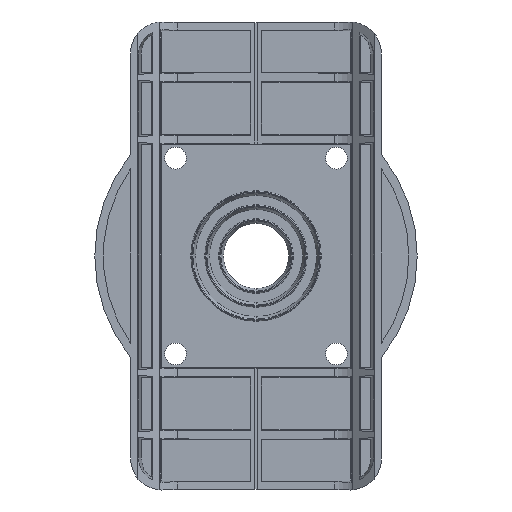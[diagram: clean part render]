
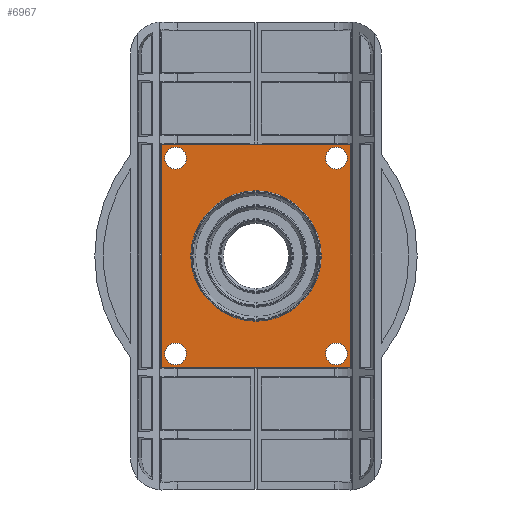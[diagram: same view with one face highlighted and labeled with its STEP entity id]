
A CAD part, front view. The second image highlights one B-rep face of the part: STEP entity #6967.
In plain terms, the highlighted planar face has unit normal (0, -1, 0).
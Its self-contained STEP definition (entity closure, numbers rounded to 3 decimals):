
#57 = VERTEX_POINT ( 'NONE', #2824 ) ;
#93 = CARTESIAN_POINT ( 'NONE',  ( 25.879, -4.5, -31.5 ) ) ;
#101 = CARTESIAN_POINT ( 'NONE',  ( 25.879, -4.5, 31.5 ) ) ;
#142 = ORIENTED_EDGE ( 'NONE', *, *, #4601, .T. ) ;
#365 = DIRECTION ( 'NONE',  ( 0., -1., 0. ) ) ;
#494 = EDGE_LOOP ( 'NONE', ( #142, #5163 ) ) ;
#502 = DIRECTION ( 'NONE',  ( -1., 0., 0. ) ) ;
#508 = AXIS2_PLACEMENT_3D ( 'NONE', #101, #1218, #4633 ) ;
#583 = ORIENTED_EDGE ( 'NONE', *, *, #7189, .F. ) ;
#610 = DIRECTION ( 'NONE',  ( 0., 1., 0. ) ) ;
#755 = VECTOR ( 'NONE', #2595, 1000. ) ;
#805 = DIRECTION ( 'NONE',  ( 0., -1., 0. ) ) ;
#831 = VERTEX_POINT ( 'NONE', #5671 ) ;
#895 = DIRECTION ( 'NONE',  ( 0., 0., -1. ) ) ;
#900 = ORIENTED_EDGE ( 'NONE', *, *, #4299, .T. ) ;
#966 = DIRECTION ( 'NONE',  ( 0., 0., 1. ) ) ;
#1056 = VERTEX_POINT ( 'NONE', #2266 ) ;
#1065 = LINE ( 'NONE', #4447, #5379 ) ;
#1174 = DIRECTION ( 'NONE',  ( 0., 0., 1. ) ) ;
#1178 = EDGE_CURVE ( 'NONE', #2697, #1056, #6625, .T. ) ;
#1202 = CARTESIAN_POINT ( 'NONE',  ( -25.879, -4.5, 35. ) ) ;
#1205 = CARTESIAN_POINT ( 'NONE',  ( 0., -4.5, 0. ) ) ;
#1218 = DIRECTION ( 'NONE',  ( 0., -1., 0. ) ) ;
#1234 = VECTOR ( 'NONE', #2997, 1000. ) ;
#1246 = CARTESIAN_POINT ( 'NONE',  ( 0., -4.5, 0. ) ) ;
#1384 = FACE_BOUND ( 'NONE', #494, .T. ) ;
#1429 = DIRECTION ( 'NONE',  ( 0., 0., -1. ) ) ;
#1492 = ORIENTED_EDGE ( 'NONE', *, *, #1178, .F. ) ;
#1731 = VERTEX_POINT ( 'NONE', #3139 ) ;
#1772 = ORIENTED_EDGE ( 'NONE', *, *, #4604, .F. ) ;
#2022 = DIRECTION ( 'NONE',  ( 0., -1., 0. ) ) ;
#2058 = AXIS2_PLACEMENT_3D ( 'NONE', #3453, #2883, #5140 ) ;
#2061 = AXIS2_PLACEMENT_3D ( 'NONE', #4357, #2022, #2543 ) ;
#2096 = CARTESIAN_POINT ( 'NONE',  ( 25.879, -4.5, 28. ) ) ;
#2161 = CARTESIAN_POINT ( 'NONE',  ( 25.879, -4.5, -28. ) ) ;
#2179 = CIRCLE ( 'NONE', #508, 3.5 ) ;
#2201 = ORIENTED_EDGE ( 'NONE', *, *, #6412, .T. ) ;
#2208 = VERTEX_POINT ( 'NONE', #5118 ) ;
#2237 = ORIENTED_EDGE ( 'NONE', *, *, #6929, .F. ) ;
#2266 = CARTESIAN_POINT ( 'NONE',  ( -30.476, -4.5, 35.966 ) ) ;
#2320 = DIRECTION ( 'NONE',  ( 0., -1., 0. ) ) ;
#2380 = EDGE_LOOP ( 'NONE', ( #1492, #5197, #900, #2201 ) ) ;
#2497 = FACE_BOUND ( 'NONE', #3254, .T. ) ;
#2524 = VERTEX_POINT ( 'NONE', #1202 ) ;
#2543 = DIRECTION ( 'NONE',  ( 0., 0., 1. ) ) ;
#2595 = DIRECTION ( 'NONE',  ( 0., 0., 1. ) ) ;
#2597 = CARTESIAN_POINT ( 'NONE',  ( 0., -4.5, 21. ) ) ;
#2615 = EDGE_CURVE ( 'NONE', #5129, #3882, #6443, .T. ) ;
#2649 = CIRCLE ( 'NONE', #5006, 3.5 ) ;
#2697 = VERTEX_POINT ( 'NONE', #4248 ) ;
#2772 = AXIS2_PLACEMENT_3D ( 'NONE', #6042, #365, #966 ) ;
#2824 = CARTESIAN_POINT ( 'NONE',  ( 0., -4.5, -21. ) ) ;
#2883 = DIRECTION ( 'NONE',  ( 0., -1., 0. ) ) ;
#2893 = CIRCLE ( 'NONE', #7142, 3.5 ) ;
#2947 = DIRECTION ( 'NONE',  ( 0., 0., -1. ) ) ;
#2991 = DIRECTION ( 'NONE',  ( 0., 0., -1. ) ) ;
#2997 = DIRECTION ( 'NONE',  ( 0., 0., 1. ) ) ;
#3033 = DIRECTION ( 'NONE',  ( 0., 1., 0. ) ) ;
#3139 = CARTESIAN_POINT ( 'NONE',  ( 30.476, -4.5, 35.966 ) ) ;
#3254 = EDGE_LOOP ( 'NONE', ( #1772, #6758 ) ) ;
#3350 = EDGE_CURVE ( 'NONE', #5086, #2697, #7245, .T. ) ;
#3414 = CARTESIAN_POINT ( 'NONE',  ( 30.476, -4.5, -35.966 ) ) ;
#3453 = CARTESIAN_POINT ( 'NONE',  ( -25.879, -4.5, -31.5 ) ) ;
#3596 = ORIENTED_EDGE ( 'NONE', *, *, #6850, .F. ) ;
#3623 = CIRCLE ( 'NONE', #4304, 21. ) ;
#3675 = CARTESIAN_POINT ( 'NONE',  ( 30.476, -4.5, 75. ) ) ;
#3729 = VERTEX_POINT ( 'NONE', #2096 ) ;
#3842 = CIRCLE ( 'NONE', #2772, 3.5 ) ;
#3855 = CIRCLE ( 'NONE', #4204, 3.5 ) ;
#3882 = VERTEX_POINT ( 'NONE', #6310 ) ;
#4112 = ORIENTED_EDGE ( 'NONE', *, *, #6460, .F. ) ;
#4204 = AXIS2_PLACEMENT_3D ( 'NONE', #4829, #805, #1429 ) ;
#4205 = DIRECTION ( 'NONE',  ( 0., -1., 0. ) ) ;
#4248 = CARTESIAN_POINT ( 'NONE',  ( -30.476, -4.5, -35.966 ) ) ;
#4299 = EDGE_CURVE ( 'NONE', #5086, #1731, #5802, .T. ) ;
#4304 = AXIS2_PLACEMENT_3D ( 'NONE', #1205, #610, #1174 ) ;
#4357 = CARTESIAN_POINT ( 'NONE',  ( -25.879, -4.5, -31.5 ) ) ;
#4447 = CARTESIAN_POINT ( 'NONE',  ( -39.5, -4.5, 35.966 ) ) ;
#4474 = EDGE_LOOP ( 'NONE', ( #2237, #3596 ) ) ;
#4544 = CARTESIAN_POINT ( 'NONE',  ( -25.879, -4.5, -28. ) ) ;
#4580 = CARTESIAN_POINT ( 'NONE',  ( -25.879, -4.5, 31.5 ) ) ;
#4592 = DIRECTION ( 'NONE',  ( 0., -1., 0. ) ) ;
#4599 = VECTOR ( 'NONE', #7135, 1000. ) ;
#4601 = EDGE_CURVE ( 'NONE', #7309, #57, #3623, .T. ) ;
#4604 = EDGE_CURVE ( 'NONE', #3882, #5129, #4766, .T. ) ;
#4633 = DIRECTION ( 'NONE',  ( 0., 0., 1. ) ) ;
#4712 = EDGE_LOOP ( 'NONE', ( #583, #6058 ) ) ;
#4766 = CIRCLE ( 'NONE', #2058, 3.5 ) ;
#4829 = CARTESIAN_POINT ( 'NONE',  ( 25.879, -4.5, -31.5 ) ) ;
#5006 = AXIS2_PLACEMENT_3D ( 'NONE', #4580, #5783, #2947 ) ;
#5086 = VERTEX_POINT ( 'NONE', #3414 ) ;
#5118 = CARTESIAN_POINT ( 'NONE',  ( -25.879, -4.5, 28. ) ) ;
#5129 = VERTEX_POINT ( 'NONE', #4544 ) ;
#5140 = DIRECTION ( 'NONE',  ( 0., 0., 1. ) ) ;
#5163 = ORIENTED_EDGE ( 'NONE', *, *, #6436, .T. ) ;
#5170 = DIRECTION ( 'NONE',  ( 0., 0., -1. ) ) ;
#5197 = ORIENTED_EDGE ( 'NONE', *, *, #3350, .F. ) ;
#5249 = ORIENTED_EDGE ( 'NONE', *, *, #6604, .F. ) ;
#5289 = DIRECTION ( 'NONE',  ( 0., 0., 1. ) ) ;
#5379 = VECTOR ( 'NONE', #502, 1000. ) ;
#5393 = VERTEX_POINT ( 'NONE', #2161 ) ;
#5436 = CARTESIAN_POINT ( 'NONE',  ( -30.476, -4.5, 75. ) ) ;
#5671 = CARTESIAN_POINT ( 'NONE',  ( 25.879, -4.5, -35. ) ) ;
#5783 = DIRECTION ( 'NONE',  ( 0., -1., 0. ) ) ;
#5802 = LINE ( 'NONE', #3675, #1234 ) ;
#5818 = CARTESIAN_POINT ( 'NONE',  ( -25.879, -4.5, 31.5 ) ) ;
#5845 = CIRCLE ( 'NONE', #5850, 3.5 ) ;
#5850 = AXIS2_PLACEMENT_3D ( 'NONE', #93, #4592, #2991 ) ;
#5893 = CARTESIAN_POINT ( 'NONE',  ( -39.5, -4.5, 75. ) ) ;
#6042 = CARTESIAN_POINT ( 'NONE',  ( 25.879, -4.5, 31.5 ) ) ;
#6058 = ORIENTED_EDGE ( 'NONE', *, *, #7128, .F. ) ;
#6302 = CARTESIAN_POINT ( 'NONE',  ( 25.879, -4.5, 35. ) ) ;
#6310 = CARTESIAN_POINT ( 'NONE',  ( -25.879, -4.5, -35. ) ) ;
#6316 = AXIS2_PLACEMENT_3D ( 'NONE', #5893, #4205, #895 ) ;
#6412 = EDGE_CURVE ( 'NONE', #1731, #1056, #1065, .T. ) ;
#6436 = EDGE_CURVE ( 'NONE', #57, #7309, #6926, .T. ) ;
#6443 = CIRCLE ( 'NONE', #2061, 3.5 ) ;
#6460 = EDGE_CURVE ( 'NONE', #5393, #831, #5845, .T. ) ;
#6527 = FACE_BOUND ( 'NONE', #4712, .T. ) ;
#6570 = FACE_OUTER_BOUND ( 'NONE', #2380, .T. ) ;
#6604 = EDGE_CURVE ( 'NONE', #831, #5393, #3855, .T. ) ;
#6625 = LINE ( 'NONE', #5436, #755 ) ;
#6677 = AXIS2_PLACEMENT_3D ( 'NONE', #1246, #3033, #5289 ) ;
#6690 = CARTESIAN_POINT ( 'NONE',  ( -39.5, -4.5, -35.966 ) ) ;
#6758 = ORIENTED_EDGE ( 'NONE', *, *, #2615, .F. ) ;
#6850 = EDGE_CURVE ( 'NONE', #2524, #2208, #2649, .T. ) ;
#6926 = CIRCLE ( 'NONE', #6677, 21. ) ;
#6929 = EDGE_CURVE ( 'NONE', #2208, #2524, #2893, .T. ) ;
#6967 = ADVANCED_FACE ( 'NONE', ( #2497, #6977, #6527, #7083, #6570, #1384 ), #7008, .T. ) ;
#6977 = FACE_BOUND ( 'NONE', #7340, .T. ) ;
#7008 = PLANE ( 'NONE',  #6316 ) ;
#7083 = FACE_BOUND ( 'NONE', #4474, .T. ) ;
#7128 = EDGE_CURVE ( 'NONE', #7162, #3729, #3842, .T. ) ;
#7135 = DIRECTION ( 'NONE',  ( -1., 0., 0. ) ) ;
#7142 = AXIS2_PLACEMENT_3D ( 'NONE', #5818, #2320, #5170 ) ;
#7162 = VERTEX_POINT ( 'NONE', #6302 ) ;
#7189 = EDGE_CURVE ( 'NONE', #3729, #7162, #2179, .T. ) ;
#7245 = LINE ( 'NONE', #6690, #4599 ) ;
#7309 = VERTEX_POINT ( 'NONE', #2597 ) ;
#7340 = EDGE_LOOP ( 'NONE', ( #5249, #4112 ) ) ;
